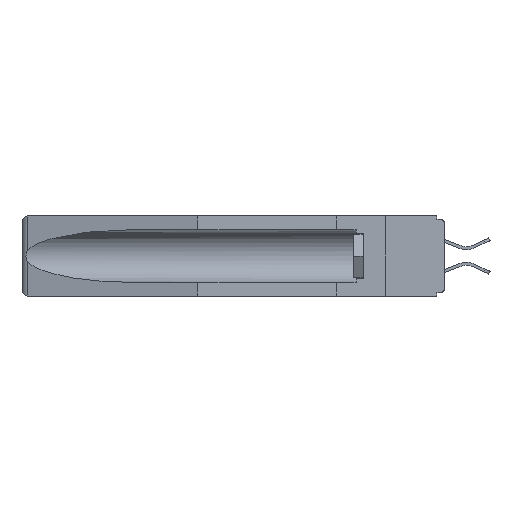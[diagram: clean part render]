
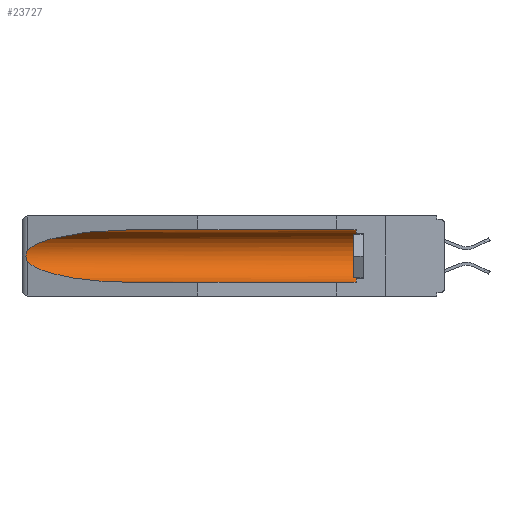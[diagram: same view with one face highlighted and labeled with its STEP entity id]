
A CAD part, left-side view. The second image highlights one B-rep face of the part: STEP entity #23727.
In plain terms, the highlighted cylindrical face has radius 2.857 mm (diameter 5.715 mm), a partial arc.
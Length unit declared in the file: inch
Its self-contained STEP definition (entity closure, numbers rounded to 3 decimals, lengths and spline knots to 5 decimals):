
#337 = CARTESIAN_POINT ( 'NONE',  ( 0.155, -0.30754, -0.1715 ) ) ;
#1335 = CARTESIAN_POINT ( 'NONE',  ( 0.26654, 1.53092, -0.15636 ) ) ;
#1759 = CIRCLE ( 'NONE', #6730, 0.1125 ) ;
#2413 = VERTEX_POINT ( 'NONE', #5881 ) ;
#3524 = CARTESIAN_POINT ( 'NONE',  ( 0.155, 1.07973, -0.059 ) ) ;
#4116 = CARTESIAN_POINT ( 'NONE',  ( 0.26537, 1.52718, -0.19328 ) ) ;
#5239 = LINE ( 'NONE', #29005, #27227 ) ;
#5881 = CARTESIAN_POINT ( 'NONE',  ( 0.26537, 1.52718, -0.19328 ) ) ;
#6414 = VECTOR ( 'NONE', #10004, 39.37008 ) ;
#6474 =( BOUNDED_CURVE ( )  B_SPLINE_CURVE ( 3, ( #7402, #9526, #23239, #7311 ),
 .UNSPECIFIED., .F., .F. ) 
 B_SPLINE_CURVE_WITH_KNOTS ( ( 4, 4 ),
 ( 4.71239, 6.08839 ),
 .UNSPECIFIED. ) 
 CURVE ( )  GEOMETRIC_REPRESENTATION_ITEM ( )  RATIONAL_B_SPLINE_CURVE ( ( 1., 0.848, 0.848, 1. ) ) 
 REPRESENTATION_ITEM ( '' )  );
#6476 = ORIENTED_EDGE ( 'NONE', *, *, #9108, .F. ) ;
#6730 = AXIS2_PLACEMENT_3D ( 'NONE', #25376, #16233, #25575 ) ;
#6970 = EDGE_CURVE ( 'NONE', #16295, #28088, #1759, .T. ) ;
#7311 = CARTESIAN_POINT ( 'NONE',  ( 0.26537, 1.52718, -0.14972 ) ) ;
#7402 = CARTESIAN_POINT ( 'NONE',  ( 0.155, 1.07973, -0.059 ) ) ;
#7868 = ORIENTED_EDGE ( 'NONE', *, *, #6970, .T. ) ;
#8211 = LINE ( 'NONE', #26425, #6414 ) ;
#8267 = CARTESIAN_POINT ( 'NONE',  ( 0.26597, 1.52961, -0.15275 ) ) ;
#8370 = CARTESIAN_POINT ( 'NONE',  ( 0.26597, 1.5296, -0.19026 ) ) ;
#8720 = CARTESIAN_POINT ( 'NONE',  ( 0.21114, 1.30732, -0.284 ) ) ;
#9108 = EDGE_CURVE ( 'NONE', #16295, #16260, #5239, .T. ) ;
#9195 = EDGE_CURVE ( 'NONE', #2413, #16260, #24779, .T. ) ;
#9526 = CARTESIAN_POINT ( 'NONE',  ( 0.21114, 1.30732, -0.059 ) ) ;
#10004 = DIRECTION ( 'NONE',  ( 0., 1., 0. ) ) ;
#10404 = CARTESIAN_POINT ( 'NONE',  ( 0.2673, 1.53269, -0.17917 ) ) ;
#11162 = EDGE_CURVE ( 'NONE', #18361, #2413, #21247, .T. ) ;
#11953 = DIRECTION ( 'NONE',  ( 0., 0., 1. ) ) ;
#12326 = CARTESIAN_POINT ( 'NONE',  ( 0.155, 0.126, -0.059 ) ) ;
#12737 = CARTESIAN_POINT ( 'NONE',  ( 0.2673, 1.5327, -0.16383 ) ) ;
#12890 = ORIENTED_EDGE ( 'NONE', *, *, #11162, .T. ) ;
#13031 = CARTESIAN_POINT ( 'NONE',  ( 0.26655, 1.53094, -0.18657 ) ) ;
#13362 = CARTESIAN_POINT ( 'NONE',  ( 0.155, 1.07973, -0.284 ) ) ;
#14214 = CYLINDRICAL_SURFACE ( 'NONE', #27178, 0.1125 ) ;
#14487 = EDGE_CURVE ( 'NONE', #28088, #16449, #8211, .T. ) ;
#14585 = CARTESIAN_POINT ( 'NONE',  ( 0.155, 1.07973, -0.284 ) ) ;
#15186 = DIRECTION ( 'NONE',  ( 0., 1., 0. ) ) ;
#15433 = CARTESIAN_POINT ( 'NONE',  ( 0.26537, 1.52718, -0.19328 ) ) ;
#15744 = EDGE_CURVE ( 'NONE', #16449, #18361, #6474, .T. ) ;
#16233 = DIRECTION ( 'NONE',  ( 0., -1., 0. ) ) ;
#16260 = VERTEX_POINT ( 'NONE', #14585 ) ;
#16295 = VERTEX_POINT ( 'NONE', #16897 ) ;
#16449 = VERTEX_POINT ( 'NONE', #3524 ) ;
#16897 = CARTESIAN_POINT ( 'NONE',  ( 0.155, 0.126, -0.284 ) ) ;
#18361 = VERTEX_POINT ( 'NONE', #21593 ) ;
#21071 = ORIENTED_EDGE ( 'NONE', *, *, #15744, .T. ) ;
#21073 = DIRECTION ( 'NONE',  ( 0., 1., 0. ) ) ;
#21247 = B_SPLINE_CURVE_WITH_KNOTS ( 'NONE', 3,
 ( #29055, #8267, #1335, #12737, #28957, #28855, #10404, #13031, #8370, #15433 ),
 .UNSPECIFIED., .F., .F.,
 ( 4, 2, 2, 2, 4 ),
 ( 0., 0.00029, 0.00058, 0.00087, 0.00117 ),
 .UNSPECIFIED. ) ;
#21593 = CARTESIAN_POINT ( 'NONE',  ( 0.26537, 1.52718, -0.14972 ) ) ;
#22841 = CARTESIAN_POINT ( 'NONE',  ( 0.25451, 1.48313, -0.24835 ) ) ;
#23239 = CARTESIAN_POINT ( 'NONE',  ( 0.25451, 1.48313, -0.09465 ) ) ;
#23727 = ADVANCED_FACE ( 'NONE', ( #26802 ), #14214, .F. ) ;
#24779 =( BOUNDED_CURVE ( )  B_SPLINE_CURVE ( 3, ( #4116, #22841, #8720, #13362 ),
 .UNSPECIFIED., .F., .F. ) 
 B_SPLINE_CURVE_WITH_KNOTS ( ( 4, 4 ),
 ( 0.1948, 1.5708 ),
 .UNSPECIFIED. ) 
 CURVE ( )  GEOMETRIC_REPRESENTATION_ITEM ( )  RATIONAL_B_SPLINE_CURVE ( ( 1., 0.848, 0.848, 1. ) ) 
 REPRESENTATION_ITEM ( '' )  );
#25376 = CARTESIAN_POINT ( 'NONE',  ( 0.155, 0.126, -0.1715 ) ) ;
#25575 = DIRECTION ( 'NONE',  ( 0., 0., 1. ) ) ;
#26425 = CARTESIAN_POINT ( 'NONE',  ( 0.155, -0.30754, -0.059 ) ) ;
#26802 = FACE_OUTER_BOUND ( 'NONE', #29547, .T. ) ;
#27178 = AXIS2_PLACEMENT_3D ( 'NONE', #337, #21073, #11953 ) ;
#27223 = ORIENTED_EDGE ( 'NONE', *, *, #14487, .T. ) ;
#27227 = VECTOR ( 'NONE', #15186, 39.37008 ) ;
#28088 = VERTEX_POINT ( 'NONE', #12326 ) ;
#28855 = CARTESIAN_POINT ( 'NONE',  ( 0.2675, 1.53308, -0.17534 ) ) ;
#28957 = CARTESIAN_POINT ( 'NONE',  ( 0.2675, 1.53308, -0.16763 ) ) ;
#29005 = CARTESIAN_POINT ( 'NONE',  ( 0.155, -0.30754, -0.284 ) ) ;
#29055 = CARTESIAN_POINT ( 'NONE',  ( 0.26537, 1.52718, -0.14972 ) ) ;
#29498 = ORIENTED_EDGE ( 'NONE', *, *, #9195, .T. ) ;
#29547 = EDGE_LOOP ( 'NONE', ( #21071, #12890, #29498, #6476, #7868, #27223 ) ) ;
